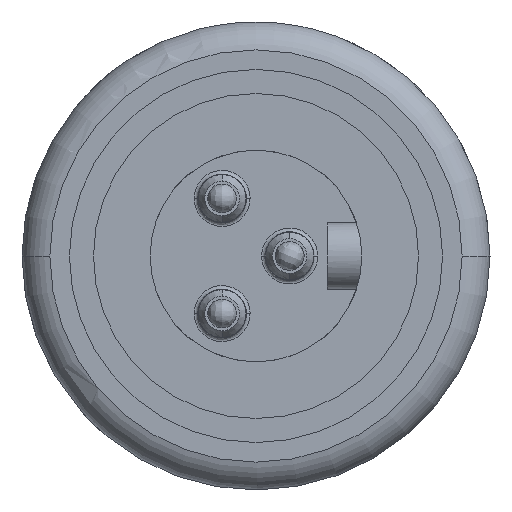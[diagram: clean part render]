
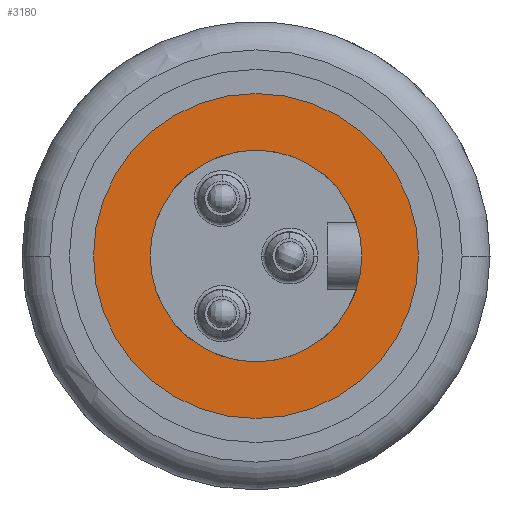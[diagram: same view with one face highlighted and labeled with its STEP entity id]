
A CAD part, left-side view. The second image highlights one B-rep face of the part: STEP entity #3180.
In plain terms, the highlighted planar face has unit normal (-1, 0, 0).
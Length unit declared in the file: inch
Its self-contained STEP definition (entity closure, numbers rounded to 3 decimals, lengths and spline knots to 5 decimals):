
#10 = DIRECTION ( 'NONE',  ( 1., 0., 0. ) ) ;
#43 = CARTESIAN_POINT ( 'NONE',  ( -4.15277, 0., 0. ) ) ;
#99 = VERTEX_POINT ( 'NONE', #2352 ) ;
#214 = EDGE_CURVE ( 'NONE', #99, #3269, #1231, .T. ) ;
#227 = CARTESIAN_POINT ( 'NONE',  ( -4.15277, 0., 0. ) ) ;
#286 = FACE_OUTER_BOUND ( 'NONE', #3732, .T. ) ;
#604 = DIRECTION ( 'NONE',  ( 1., 0., 0. ) ) ;
#608 = DIRECTION ( 'NONE',  ( 0., 1., 0. ) ) ;
#714 = CIRCLE ( 'NONE', #1380, 0.4375 ) ;
#808 = CARTESIAN_POINT ( 'NONE',  ( -4.15277, -0.4375, 0. ) ) ;
#1187 = CIRCLE ( 'NONE', #3522, 0.4375 ) ;
#1231 = CIRCLE ( 'NONE', #2956, 0.285 ) ;
#1283 = CARTESIAN_POINT ( 'NONE',  ( -4.15277, 0., 0. ) ) ;
#1353 = ORIENTED_EDGE ( 'NONE', *, *, #1990, .F. ) ;
#1380 = AXIS2_PLACEMENT_3D ( 'NONE', #1283, #604, #1874 ) ;
#1439 = DIRECTION ( 'NONE',  ( 0., -1., 0. ) ) ;
#1548 = CARTESIAN_POINT ( 'NONE',  ( -4.15277, 0., 0. ) ) ;
#1722 = VERTEX_POINT ( 'NONE', #3259 ) ;
#1852 = ORIENTED_EDGE ( 'NONE', *, *, #214, .F. ) ;
#1874 = DIRECTION ( 'NONE',  ( 0., 1., 0. ) ) ;
#1922 = PLANE ( 'NONE',  #2012 ) ;
#1978 = CARTESIAN_POINT ( 'NONE',  ( -4.15277, 0.285, 0. ) ) ;
#1990 = EDGE_CURVE ( 'NONE', #3269, #99, #2317, .T. ) ;
#2012 = AXIS2_PLACEMENT_3D ( 'NONE', #43, #3841, #2544 ) ;
#2095 = CARTESIAN_POINT ( 'NONE',  ( -4.15277, 0., 0. ) ) ;
#2184 = EDGE_CURVE ( 'NONE', #2670, #1722, #1187, .T. ) ;
#2317 = CIRCLE ( 'NONE', #3716, 0.285 ) ;
#2352 = CARTESIAN_POINT ( 'NONE',  ( -4.15277, -0.285, 0. ) ) ;
#2475 = ORIENTED_EDGE ( 'NONE', *, *, #2184, .F. ) ;
#2544 = DIRECTION ( 'NONE',  ( 0., -1., 0. ) ) ;
#2670 = VERTEX_POINT ( 'NONE', #808 ) ;
#2868 = ORIENTED_EDGE ( 'NONE', *, *, #3949, .F. ) ;
#2872 = FACE_BOUND ( 'NONE', #3632, .T. ) ;
#2956 = AXIS2_PLACEMENT_3D ( 'NONE', #2095, #3728, #4036 ) ;
#3180 = ADVANCED_FACE ( 'NONE', ( #2872, #286 ), #1922, .T. ) ;
#3259 = CARTESIAN_POINT ( 'NONE',  ( -4.15277, 0.4375, 0. ) ) ;
#3269 = VERTEX_POINT ( 'NONE', #1978 ) ;
#3424 = DIRECTION ( 'NONE',  ( -1., 0., 0. ) ) ;
#3522 = AXIS2_PLACEMENT_3D ( 'NONE', #1548, #10, #608 ) ;
#3632 = EDGE_LOOP ( 'NONE', ( #1852, #1353 ) ) ;
#3716 = AXIS2_PLACEMENT_3D ( 'NONE', #227, #3424, #1439 ) ;
#3728 = DIRECTION ( 'NONE',  ( -1., 0., 0. ) ) ;
#3732 = EDGE_LOOP ( 'NONE', ( #2868, #2475 ) ) ;
#3841 = DIRECTION ( 'NONE',  ( -1., 0., 0. ) ) ;
#3949 = EDGE_CURVE ( 'NONE', #1722, #2670, #714, .T. ) ;
#4036 = DIRECTION ( 'NONE',  ( 0., -1., 0. ) ) ;
